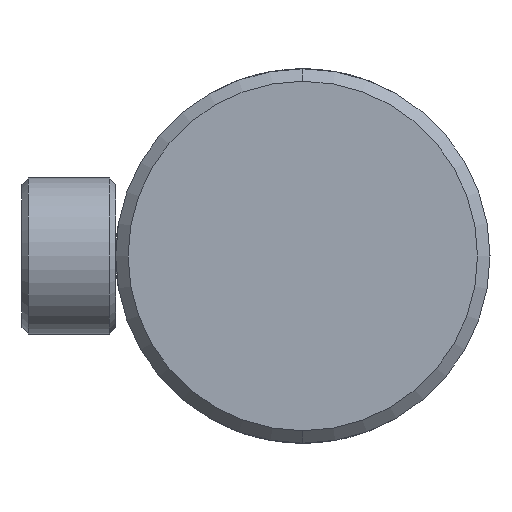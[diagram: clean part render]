
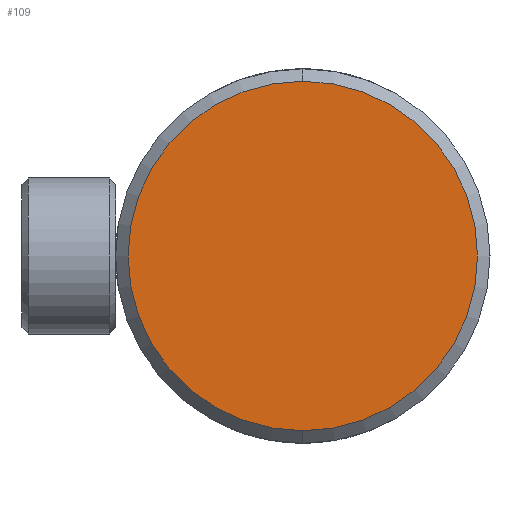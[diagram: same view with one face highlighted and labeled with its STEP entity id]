
A CAD part, left-side view. The second image highlights one B-rep face of the part: STEP entity #109.
In plain terms, the highlighted planar face has unit normal (-1, 0, 0).
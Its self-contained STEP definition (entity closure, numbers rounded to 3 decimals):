
#109 = ADVANCED_FACE ( 'NONE', ( #2408 ), #1873, .F. ) ;
#151 = ORIENTED_EDGE ( 'NONE', *, *, #267, .T. ) ;
#267 = EDGE_CURVE ( 'NONE', #632, #343, #2188, .T. ) ;
#339 = EDGE_CURVE ( 'NONE', #343, #632, #829, .T. ) ;
#343 = VERTEX_POINT ( 'NONE', #2882 ) ;
#632 = VERTEX_POINT ( 'NONE', #919 ) ;
#784 = AXIS2_PLACEMENT_3D ( 'NONE', #2561, #2094, #2081 ) ;
#823 = DIRECTION ( 'NONE',  ( -1., 0., 0. ) ) ;
#829 = CIRCLE ( 'NONE', #1080, 28. ) ;
#919 = CARTESIAN_POINT ( 'NONE',  ( -47., 0., 28. ) ) ;
#1080 = AXIS2_PLACEMENT_3D ( 'NONE', #2193, #823, #2433 ) ;
#1248 = DIRECTION ( 'NONE',  ( 0., 0., -1. ) ) ;
#1873 = PLANE ( 'NONE',  #784 ) ;
#2062 = ORIENTED_EDGE ( 'NONE', *, *, #339, .T. ) ;
#2081 = DIRECTION ( 'NONE',  ( 0., 0., -1. ) ) ;
#2094 = DIRECTION ( 'NONE',  ( 1., 0., 0. ) ) ;
#2172 = DIRECTION ( 'NONE',  ( -1., 0., 0. ) ) ;
#2188 = CIRCLE ( 'NONE', #2943, 28. ) ;
#2193 = CARTESIAN_POINT ( 'NONE',  ( -47., 0., 0. ) ) ;
#2407 = CARTESIAN_POINT ( 'NONE',  ( -47., 0., 0. ) ) ;
#2408 = FACE_OUTER_BOUND ( 'NONE', #2676, .T. ) ;
#2433 = DIRECTION ( 'NONE',  ( 0., 0., -1. ) ) ;
#2561 = CARTESIAN_POINT ( 'NONE',  ( -47., 30., 0. ) ) ;
#2676 = EDGE_LOOP ( 'NONE', ( #2062, #151 ) ) ;
#2882 = CARTESIAN_POINT ( 'NONE',  ( -47., 0., -28. ) ) ;
#2943 = AXIS2_PLACEMENT_3D ( 'NONE', #2407, #2172, #1248 ) ;
